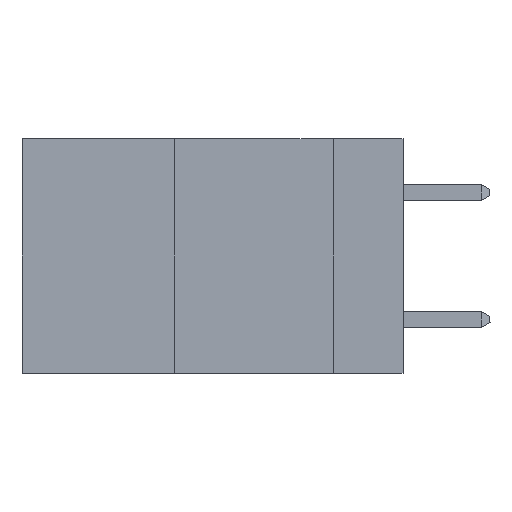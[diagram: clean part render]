
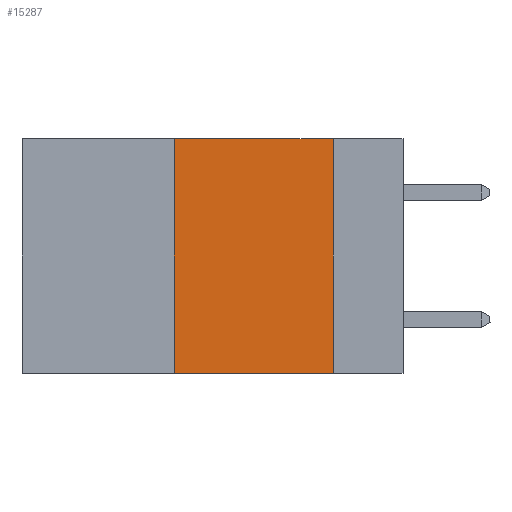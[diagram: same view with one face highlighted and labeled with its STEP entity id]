
A CAD part, left-side view. The second image highlights one B-rep face of the part: STEP entity #15287.
In plain terms, the highlighted planar face has unit normal (-1, 0, 0).
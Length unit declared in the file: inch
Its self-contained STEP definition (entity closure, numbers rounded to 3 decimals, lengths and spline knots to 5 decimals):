
#660 = DIRECTION ( 'NONE',  ( 0., 0., 1. ) ) ;
#696 = CARTESIAN_POINT ( 'NONE',  ( 0., 0.11, 0. ) ) ;
#1934 = LINE ( 'NONE', #696, #11467 ) ;
#2570 = DIRECTION ( 'NONE',  ( 0., 0., -1. ) ) ;
#3735 = ORIENTED_EDGE ( 'NONE', *, *, #11290, .F. ) ;
#3816 = CARTESIAN_POINT ( 'NONE',  ( 0., 0.11, 0. ) ) ;
#4130 = EDGE_CURVE ( 'NONE', #12932, #6511, #13114, .T. ) ;
#6511 = VERTEX_POINT ( 'NONE', #8913 ) ;
#6889 = CARTESIAN_POINT ( 'NONE',  ( 0., 0.6, 0. ) ) ;
#7011 = CARTESIAN_POINT ( 'NONE',  ( 0., 0.6, -0.37 ) ) ;
#8220 = ORIENTED_EDGE ( 'NONE', *, *, #18807, .T. ) ;
#8675 = PLANE ( 'NONE',  #21400 ) ;
#8913 = CARTESIAN_POINT ( 'NONE',  ( 0., 0.36, 0. ) ) ;
#9120 = VERTEX_POINT ( 'NONE', #3816 ) ;
#10031 = CARTESIAN_POINT ( 'NONE',  ( 0., 0.11, -0.37 ) ) ;
#10437 = DIRECTION ( 'NONE',  ( 0., 0., -1. ) ) ;
#11290 = EDGE_CURVE ( 'NONE', #9120, #20494, #1934, .T. ) ;
#11394 = VECTOR ( 'NONE', #23090, 39.37008 ) ;
#11446 = CARTESIAN_POINT ( 'NONE',  ( 0., 0.36, 0. ) ) ;
#11467 = VECTOR ( 'NONE', #2570, 39.37008 ) ;
#11778 = LINE ( 'NONE', #7011, #21192 ) ;
#12932 = VERTEX_POINT ( 'NONE', #15338 ) ;
#13114 = LINE ( 'NONE', #11446, #22549 ) ;
#13261 = ORIENTED_EDGE ( 'NONE', *, *, #4130, .F. ) ;
#15287 = ADVANCED_FACE ( 'NONE', ( #21366 ), #8675, .F. ) ;
#15338 = CARTESIAN_POINT ( 'NONE',  ( 0., 0.36, -0.37 ) ) ;
#16069 = LINE ( 'NONE', #19511, #11394 ) ;
#18807 = EDGE_CURVE ( 'NONE', #12932, #20494, #11778, .T. ) ;
#18945 = ORIENTED_EDGE ( 'NONE', *, *, #20743, .F. ) ;
#19352 = DIRECTION ( 'NONE',  ( 0., -1., 0. ) ) ;
#19511 = CARTESIAN_POINT ( 'NONE',  ( 0., 0.6, 0. ) ) ;
#20494 = VERTEX_POINT ( 'NONE', #10031 ) ;
#20743 = EDGE_CURVE ( 'NONE', #6511, #9120, #16069, .T. ) ;
#21055 = DIRECTION ( 'NONE',  ( 1., 0., 0. ) ) ;
#21192 = VECTOR ( 'NONE', #19352, 39.37008 ) ;
#21366 = FACE_OUTER_BOUND ( 'NONE', #21705, .T. ) ;
#21400 = AXIS2_PLACEMENT_3D ( 'NONE', #6889, #21055, #10437 ) ;
#21705 = EDGE_LOOP ( 'NONE', ( #3735, #18945, #13261, #8220 ) ) ;
#22549 = VECTOR ( 'NONE', #660, 39.37008 ) ;
#23090 = DIRECTION ( 'NONE',  ( 0., -1., 0. ) ) ;
